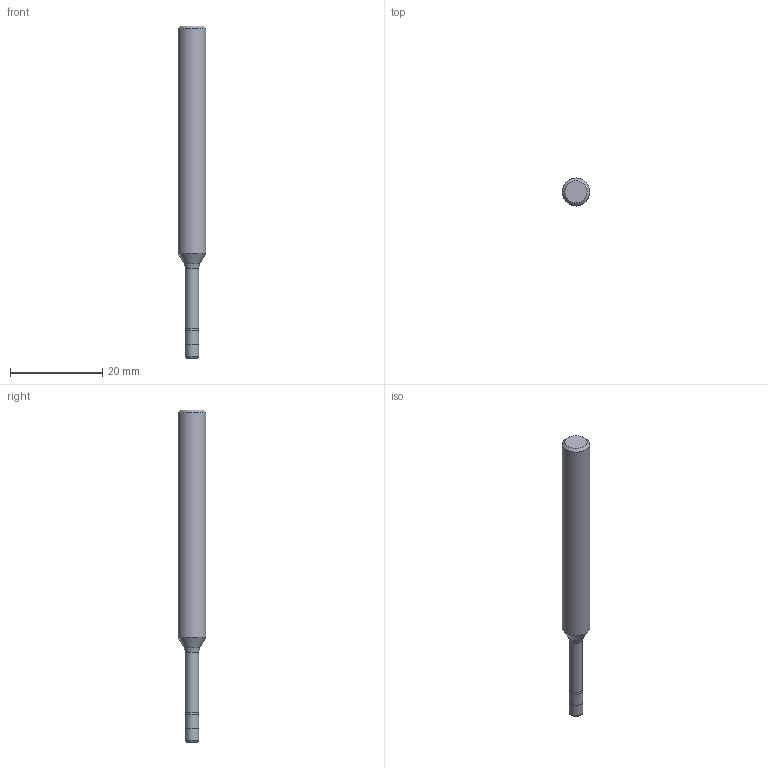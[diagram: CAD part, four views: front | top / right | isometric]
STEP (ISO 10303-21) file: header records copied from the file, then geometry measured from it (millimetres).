
FILE_DESCRIPTION(('STEP'), '1');
FILE_NAME('MOD000000000000000020084582100000.stp', '2019-01-02T12:07:49', (''), (''), 'Express v3.0.0.0', 'Express Tool', 'Unknown');
FILE_SCHEMA(('AUTOMOTIVE_DESIGN'));
Length unit declared in the file: millimetre
Products named in the file (1): R216.22-03030AAJ03G-634145293523262950-1
Bounding box: 6 x 6 x 72 mm (x, y, z)
Volume: 1567.8 mm3; surface area: 1200.2 mm2
Topology: 2 solids, 2 shells, 13 faces, 36 edges, 28 vertices
Faces by surface type: bspline 13
Entity records: 821 total; most frequent: CARTESIAN_POINT 439, DIRECTION 68, ORIENTED_EDGE 62, EDGE_CURVE 31, AXIS2_PLACEMENT_3D 29, CIRCLE 26, VERTEX_POINT 22, ADVANCED_FACE 13
